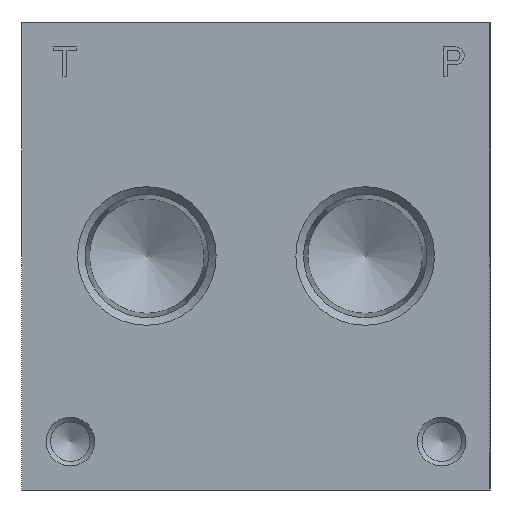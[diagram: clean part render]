
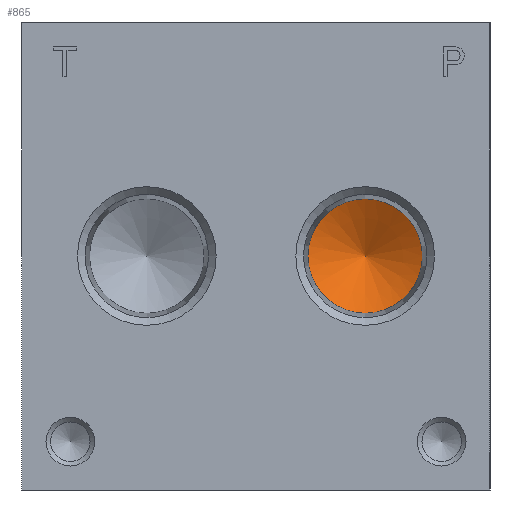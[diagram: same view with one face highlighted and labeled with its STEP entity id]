
A CAD part, left-side view. The second image highlights one B-rep face of the part: STEP entity #865.
In plain terms, the highlighted conical face has half-angle 61.526 degrees and reference radius 9.32 mm.
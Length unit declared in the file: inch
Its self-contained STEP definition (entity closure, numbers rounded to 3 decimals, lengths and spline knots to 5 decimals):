
#865 = ADVANCED_FACE( '', ( #1929, #1930 ), #1931, .F. );
#1929 = FACE_BOUND( '', #3106, .T. );
#1930 = FACE_OUTER_BOUND( '', #3107, .T. );
#1931 = CONICAL_SURFACE( '', #3108, 0.36691, 1.074 );
#3106 = VERTEX_LOOP( '', #5591 );
#3107 = EDGE_LOOP( '', ( #5592 ) );
#3108 = AXIS2_PLACEMENT_3D( '', #5593, #5594, #5595 );
#5591 = VERTEX_POINT( '', #7300 );
#5592 = ORIENTED_EDGE( '', *, *, #7251, .F. );
#5593 = CARTESIAN_POINT( '', ( 0.962, 0.8, 1.5 ) );
#5594 = DIRECTION( '', ( -1., 0., 0. ) );
#5595 = DIRECTION( '', ( 0., 0., 1. ) );
#7251 = EDGE_CURVE( '', #8876, #8876, #8877, .T. );
#7300 = CARTESIAN_POINT( '', ( 1.161, 0.8, 1.5 ) );
#8876 = VERTEX_POINT( '', #11013 );
#8877 = CIRCLE( '', #11014, 0.36691 );
#11013 = CARTESIAN_POINT( '', ( 0.962, 0.8, 1.13309 ) );
#11014 = AXIS2_PLACEMENT_3D( '', #12339, #12340, #12341 );
#12339 = CARTESIAN_POINT( '', ( 0.962, 0.8, 1.5 ) );
#12340 = DIRECTION( '', ( 1., 0., 0. ) );
#12341 = DIRECTION( '', ( 0., 0., -1. ) );
